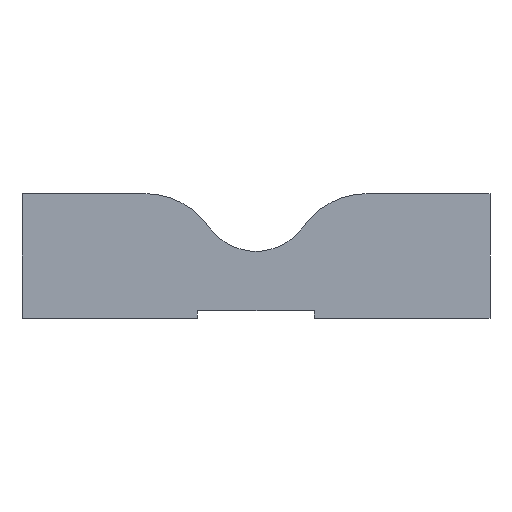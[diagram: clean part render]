
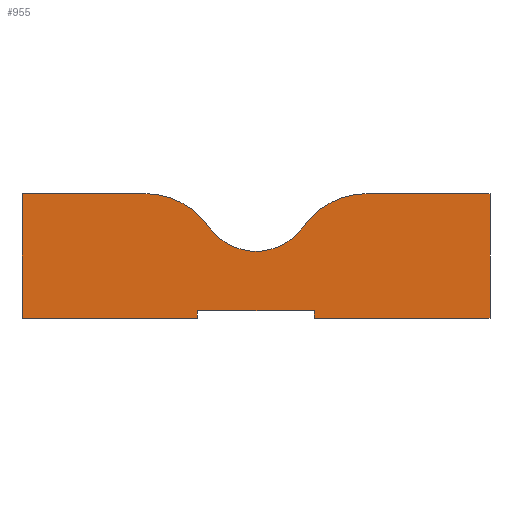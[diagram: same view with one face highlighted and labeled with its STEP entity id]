
A CAD part, front view. The second image highlights one B-rep face of the part: STEP entity #955.
In plain terms, the highlighted planar face has unit normal (0, -1, 0).
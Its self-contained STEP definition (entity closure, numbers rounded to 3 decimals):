
#86 = DIRECTION ( 'NONE',  ( 0., 0., -1. ) ) ;
#103 = DIRECTION ( 'NONE',  ( 1., 0., 0. ) ) ;
#105 = CARTESIAN_POINT ( 'NONE',  ( 30., 0., 16. ) ) ;
#144 = DIRECTION ( 'NONE',  ( 1., 0., 0. ) ) ;
#152 = CARTESIAN_POINT ( 'NONE',  ( 15.761, 0., 6. ) ) ;
#157 = CARTESIAN_POINT ( 'NONE',  ( 60., 0., 16. ) ) ;
#177 = CARTESIAN_POINT ( 'NONE',  ( 37.5, 0., 0. ) ) ;
#191 = ORIENTED_EDGE ( 'NONE', *, *, #1814, .F. ) ;
#196 = EDGE_CURVE ( 'NONE', #1950, #2401, #434, .T. ) ;
#197 = CARTESIAN_POINT ( 'NONE',  ( 44.239, 0., 16. ) ) ;
#212 = AXIS2_PLACEMENT_3D ( 'NONE', #152, #1391, #1820 ) ;
#236 = CARTESIAN_POINT ( 'NONE',  ( 37.5, 0., 1. ) ) ;
#248 = LINE ( 'NONE', #1978, #806 ) ;
#299 = EDGE_CURVE ( 'NONE', #789, #389, #2135, .T. ) ;
#306 = DIRECTION ( 'NONE',  ( 1., 0., 0. ) ) ;
#389 = VERTEX_POINT ( 'NONE', #1792 ) ;
#421 = ORIENTED_EDGE ( 'NONE', *, *, #1513, .T. ) ;
#433 = ORIENTED_EDGE ( 'NONE', *, *, #299, .F. ) ;
#434 = LINE ( 'NONE', #1224, #1239 ) ;
#451 = EDGE_CURVE ( 'NONE', #389, #1361, #2469, .T. ) ;
#455 = EDGE_CURVE ( 'NONE', #1950, #2317, #1606, .T. ) ;
#473 = LINE ( 'NONE', #905, #1758 ) ;
#507 = CIRCLE ( 'NONE', #1266, 7.4 ) ;
#517 = VERTEX_POINT ( 'NONE', #2269 ) ;
#526 = PLANE ( 'NONE',  #1286 ) ;
#585 = EDGE_CURVE ( 'NONE', #2669, #2317, #917, .T. ) ;
#621 = VECTOR ( 'NONE', #144, 1000. ) ;
#633 = VERTEX_POINT ( 'NONE', #177 ) ;
#638 = ORIENTED_EDGE ( 'NONE', *, *, #1779, .T. ) ;
#663 = DIRECTION ( 'NONE',  ( -1., 0., 0. ) ) ;
#693 = LINE ( 'NONE', #904, #754 ) ;
#754 = VECTOR ( 'NONE', #890, 1000. ) ;
#764 = DIRECTION ( 'NONE',  ( 0., 0., -1. ) ) ;
#784 = CARTESIAN_POINT ( 'NONE',  ( 15.761, 0., 16. ) ) ;
#785 = ORIENTED_EDGE ( 'NONE', *, *, #585, .T. ) ;
#789 = VERTEX_POINT ( 'NONE', #1555 ) ;
#806 = VECTOR ( 'NONE', #1947, 1000. ) ;
#890 = DIRECTION ( 'NONE',  ( 1., 0., 0. ) ) ;
#903 = CARTESIAN_POINT ( 'NONE',  ( 37.5, 0., 1. ) ) ;
#904 = CARTESIAN_POINT ( 'NONE',  ( 0., 0., 0. ) ) ;
#905 = CARTESIAN_POINT ( 'NONE',  ( 0., 0., 16. ) ) ;
#911 = ORIENTED_EDGE ( 'NONE', *, *, #2143, .F. ) ;
#917 = CIRCLE ( 'NONE', #212, 10. ) ;
#918 = CARTESIAN_POINT ( 'NONE',  ( 22.5, 0., 0. ) ) ;
#948 = FACE_OUTER_BOUND ( 'NONE', #1100, .T. ) ;
#955 = ADVANCED_FACE ( 'NONE', ( #948 ), #526, .F. ) ;
#983 = VECTOR ( 'NONE', #1734, 1000. ) ;
#992 = DIRECTION ( 'NONE',  ( 0., 1., 0. ) ) ;
#1005 = CARTESIAN_POINT ( 'NONE',  ( 23.944, 0., 11.747 ) ) ;
#1025 = VECTOR ( 'NONE', #306, 1000. ) ;
#1052 = ORIENTED_EDGE ( 'NONE', *, *, #455, .F. ) ;
#1100 = EDGE_LOOP ( 'NONE', ( #433, #2148, #2393, #191, #1630, #638, #911, #785, #1052, #2598, #421, #2225 ) ) ;
#1136 = CARTESIAN_POINT ( 'NONE',  ( 36.056, 0., 11.747 ) ) ;
#1224 = CARTESIAN_POINT ( 'NONE',  ( 0., 0., 16. ) ) ;
#1239 = VECTOR ( 'NONE', #86, 1000. ) ;
#1244 = AXIS2_PLACEMENT_3D ( 'NONE', #2377, #1694, #2364 ) ;
#1266 = AXIS2_PLACEMENT_3D ( 'NONE', #105, #1732, #1786 ) ;
#1286 = AXIS2_PLACEMENT_3D ( 'NONE', #2234, #992, #1843 ) ;
#1312 = VERTEX_POINT ( 'NONE', #1136 ) ;
#1361 = VERTEX_POINT ( 'NONE', #918 ) ;
#1391 = DIRECTION ( 'NONE',  ( 0., -1., 0. ) ) ;
#1440 = EDGE_CURVE ( 'NONE', #633, #517, #693, .T. ) ;
#1512 = VERTEX_POINT ( 'NONE', #157 ) ;
#1513 = EDGE_CURVE ( 'NONE', #2401, #1361, #2216, .T. ) ;
#1555 = CARTESIAN_POINT ( 'NONE',  ( 37.5, 0., 1. ) ) ;
#1606 = LINE ( 'NONE', #2199, #1025 ) ;
#1630 = ORIENTED_EDGE ( 'NONE', *, *, #2508, .F. ) ;
#1686 = VERTEX_POINT ( 'NONE', #197 ) ;
#1694 = DIRECTION ( 'NONE',  ( 0., -1., 0. ) ) ;
#1732 = DIRECTION ( 'NONE',  ( 0., -1., 0. ) ) ;
#1734 = DIRECTION ( 'NONE',  ( 0., 0., -1. ) ) ;
#1758 = VECTOR ( 'NONE', #103, 1000. ) ;
#1765 = CARTESIAN_POINT ( 'NONE',  ( 0., 0., 16. ) ) ;
#1779 = EDGE_CURVE ( 'NONE', #1686, #1312, #1903, .T. ) ;
#1786 = DIRECTION ( 'NONE',  ( 0., 0., 1. ) ) ;
#1792 = CARTESIAN_POINT ( 'NONE',  ( 22.5, 0., 1. ) ) ;
#1814 = EDGE_CURVE ( 'NONE', #1512, #517, #248, .T. ) ;
#1819 = EDGE_CURVE ( 'NONE', #789, #633, #2131, .T. ) ;
#1820 = DIRECTION ( 'NONE',  ( 0., 0., 1. ) ) ;
#1843 = DIRECTION ( 'NONE',  ( 0., 0., 1. ) ) ;
#1903 = CIRCLE ( 'NONE', #1244, 10. ) ;
#1947 = DIRECTION ( 'NONE',  ( 0., 0., -1. ) ) ;
#1950 = VERTEX_POINT ( 'NONE', #1765 ) ;
#1978 = CARTESIAN_POINT ( 'NONE',  ( 60., 0., 16. ) ) ;
#2131 = LINE ( 'NONE', #236, #983 ) ;
#2135 = LINE ( 'NONE', #903, #2522 ) ;
#2143 = EDGE_CURVE ( 'NONE', #2669, #1312, #507, .T. ) ;
#2148 = ORIENTED_EDGE ( 'NONE', *, *, #1819, .T. ) ;
#2199 = CARTESIAN_POINT ( 'NONE',  ( 0., 0., 16. ) ) ;
#2216 = LINE ( 'NONE', #2470, #621 ) ;
#2225 = ORIENTED_EDGE ( 'NONE', *, *, #451, .F. ) ;
#2234 = CARTESIAN_POINT ( 'NONE',  ( 0., 0., 16. ) ) ;
#2269 = CARTESIAN_POINT ( 'NONE',  ( 60., 0., 0. ) ) ;
#2289 = CARTESIAN_POINT ( 'NONE',  ( 0., 0., 0. ) ) ;
#2317 = VERTEX_POINT ( 'NONE', #784 ) ;
#2364 = DIRECTION ( 'NONE',  ( 0., 0., 1. ) ) ;
#2377 = CARTESIAN_POINT ( 'NONE',  ( 44.239, 0., 6. ) ) ;
#2393 = ORIENTED_EDGE ( 'NONE', *, *, #1440, .T. ) ;
#2401 = VERTEX_POINT ( 'NONE', #2289 ) ;
#2469 = LINE ( 'NONE', #2660, #2706 ) ;
#2470 = CARTESIAN_POINT ( 'NONE',  ( 0., 0., 0. ) ) ;
#2508 = EDGE_CURVE ( 'NONE', #1686, #1512, #473, .T. ) ;
#2522 = VECTOR ( 'NONE', #663, 1000. ) ;
#2598 = ORIENTED_EDGE ( 'NONE', *, *, #196, .T. ) ;
#2660 = CARTESIAN_POINT ( 'NONE',  ( 22.5, 0., 1. ) ) ;
#2669 = VERTEX_POINT ( 'NONE', #1005 ) ;
#2706 = VECTOR ( 'NONE', #764, 1000. ) ;
